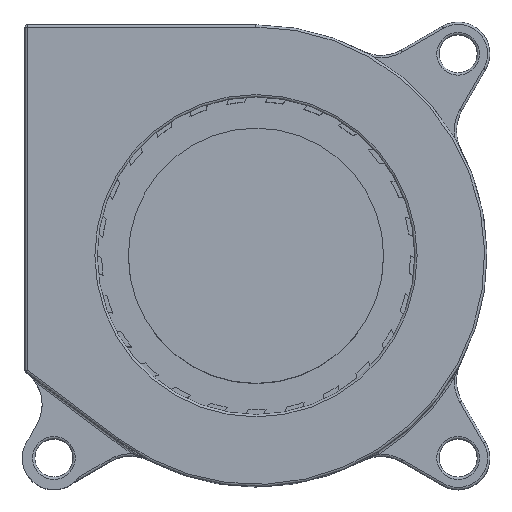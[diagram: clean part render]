
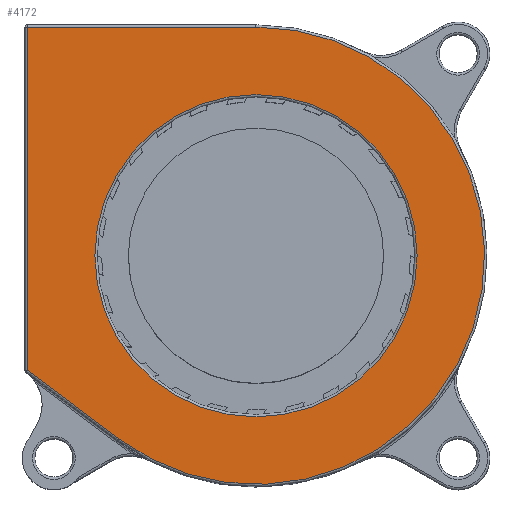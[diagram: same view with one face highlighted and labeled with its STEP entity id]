
A CAD part, top view. The second image highlights one B-rep face of the part: STEP entity #4172.
In plain terms, the highlighted planar face has unit normal (0, 0, 1).
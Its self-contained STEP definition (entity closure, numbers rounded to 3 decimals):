
#45=FACE_BOUND('',#450,.T.);
#83=PLANE('',#4476);
#201=FACE_OUTER_BOUND('',#449,.T.);
#449=EDGE_LOOP('',(#2852,#2853,#2854,#2855));
#450=EDGE_LOOP('',(#2856));
#722=LINE('',#7032,#948);
#723=LINE('',#7036,#949);
#724=LINE('',#7037,#950);
#948=VECTOR('',#5293,10.);
#949=VECTOR('',#5296,10.);
#950=VECTOR('',#5297,10.);
#1201=CIRCLE('',#4475,13.95);
#1202=CIRCLE('',#4477,19.8);
#1653=VERTEX_POINT('',#7027);
#1654=VERTEX_POINT('',#7030);
#1655=VERTEX_POINT('',#7031);
#1656=VERTEX_POINT('',#7033);
#1657=VERTEX_POINT('',#7035);
#2115=EDGE_CURVE('',#1653,#1653,#1201,.T.);
#2116=EDGE_CURVE('',#1654,#1655,#722,.T.);
#2117=EDGE_CURVE('',#1656,#1654,#1202,.T.);
#2118=EDGE_CURVE('',#1657,#1656,#723,.T.);
#2119=EDGE_CURVE('',#1655,#1657,#724,.T.);
#2852=ORIENTED_EDGE('',*,*,#2116,.F.);
#2853=ORIENTED_EDGE('',*,*,#2117,.F.);
#2854=ORIENTED_EDGE('',*,*,#2118,.F.);
#2855=ORIENTED_EDGE('',*,*,#2119,.F.);
#2856=ORIENTED_EDGE('',*,*,#2115,.F.);
#4172=ADVANCED_FACE('',(#201,#45),#83,.T.);
#4475=AXIS2_PLACEMENT_3D('',#7028,#5289,#5290);
#4476=AXIS2_PLACEMENT_3D('',#7029,#5291,#5292);
#4477=AXIS2_PLACEMENT_3D('',#7034,#5294,#5295);
#5289=DIRECTION('center_axis',(0.,0.,1.));
#5290=DIRECTION('ref_axis',(1.,0.,0.));
#5291=DIRECTION('center_axis',(0.,0.,1.));
#5292=DIRECTION('ref_axis',(1.,0.,0.));
#5293=DIRECTION('',(-0.8,0.6,0.));
#5294=DIRECTION('center_axis',(0.,0.,-1.));
#5295=DIRECTION('ref_axis',(0.949,-0.316,0.));
#5296=DIRECTION('',(1.,0.,0.));
#5297=DIRECTION('',(0.,1.,0.));
#7027=CARTESIAN_POINT('',(-13.95,0.,19.6));
#7028=CARTESIAN_POINT('Origin',(0.,0.,
19.6));
#7029=CARTESIAN_POINT('Origin',(0.,0.,19.6));
#7030=CARTESIAN_POINT('',(-11.88,-15.84,19.6));
#7031=CARTESIAN_POINT('',(-19.8,-9.9,19.6));
#7032=CARTESIAN_POINT('',(-15.88,-12.84,19.6));
#7033=CARTESIAN_POINT('',(0.,19.8,19.6));
#7034=CARTESIAN_POINT('Origin',(0.,0.,
19.6));
#7035=CARTESIAN_POINT('',(-19.8,19.8,19.6));
#7036=CARTESIAN_POINT('',(0.,19.8,19.6));
#7037=CARTESIAN_POINT('',(-19.8,10.,19.6));
